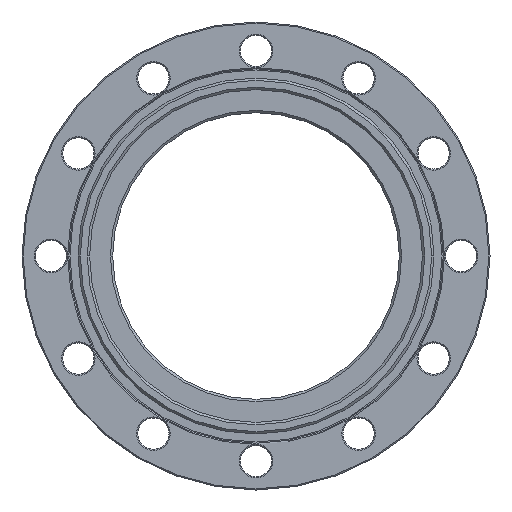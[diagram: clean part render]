
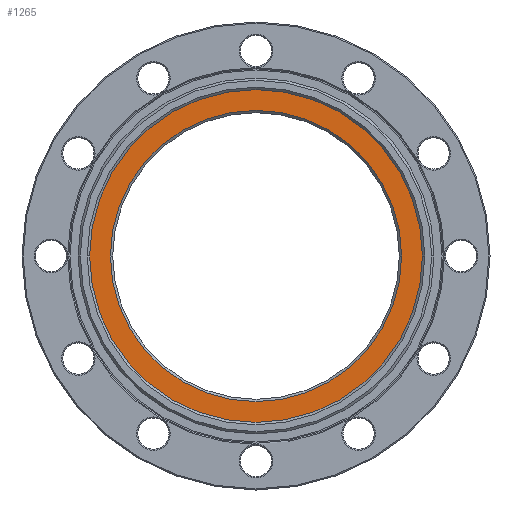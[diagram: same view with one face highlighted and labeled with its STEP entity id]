
A CAD part, left-side view. The second image highlights one B-rep face of the part: STEP entity #1265.
In plain terms, the highlighted planar face has unit normal (-1, 0, 0).
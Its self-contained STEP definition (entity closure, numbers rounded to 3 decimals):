
#1265 = ADVANCED_FACE ( 'NONE', ( #13287, #25845 ), #6369, .T. ) ;
#1711 = AXIS2_PLACEMENT_3D ( 'NONE', #3744, #38551, #25201 ) ;
#3744 = CARTESIAN_POINT ( 'NONE',  ( -65., 0., 0. ) ) ;
#5056 = EDGE_CURVE ( 'NONE', #27678, #19560, #11586, .T. ) ;
#6369 = PLANE ( 'NONE',  #22489 ) ;
#6894 = VERTEX_POINT ( 'NONE', #11792 ) ;
#8531 = DIRECTION ( 'NONE',  ( -1., 0., 0. ) ) ;
#8584 = AXIS2_PLACEMENT_3D ( 'NONE', #35795, #14732, #28569 ) ;
#8631 = EDGE_CURVE ( 'NONE', #19560, #27678, #29937, .T. ) ;
#10542 = DIRECTION ( 'NONE',  ( 0., 1., 0. ) ) ;
#11586 = CIRCLE ( 'NONE', #27779, 126. ) ;
#11792 = CARTESIAN_POINT ( 'NONE',  ( -65., -144., 0. ) ) ;
#11995 = CARTESIAN_POINT ( 'NONE',  ( -65., 124., 0. ) ) ;
#13287 = FACE_OUTER_BOUND ( 'NONE', #32078, .T. ) ;
#14732 = DIRECTION ( 'NONE',  ( 1., 0., 0. ) ) ;
#17868 = ORIENTED_EDGE ( 'NONE', *, *, #32314, .F. ) ;
#19560 = VERTEX_POINT ( 'NONE', #26087 ) ;
#19735 = VERTEX_POINT ( 'NONE', #23528 ) ;
#20140 = CIRCLE ( 'NONE', #1711, 144. ) ;
#22489 = AXIS2_PLACEMENT_3D ( 'NONE', #11995, #8531, #22846 ) ;
#22846 = DIRECTION ( 'NONE',  ( 0., 1., 0. ) ) ;
#22932 = CIRCLE ( 'NONE', #28793, 144. ) ;
#23528 = CARTESIAN_POINT ( 'NONE',  ( -65., 144., 0. ) ) ;
#24310 = ORIENTED_EDGE ( 'NONE', *, *, #35653, .F. ) ;
#25201 = DIRECTION ( 'NONE',  ( 0., 1., 0. ) ) ;
#25845 = FACE_BOUND ( 'NONE', #43696, .T. ) ;
#26087 = CARTESIAN_POINT ( 'NONE',  ( -65., 126., 0. ) ) ;
#27678 = VERTEX_POINT ( 'NONE', #39840 ) ;
#27779 = AXIS2_PLACEMENT_3D ( 'NONE', #37850, #35313, #27960 ) ;
#27960 = DIRECTION ( 'NONE',  ( 0., -1., 0. ) ) ;
#28294 = ORIENTED_EDGE ( 'NONE', *, *, #5056, .T. ) ;
#28569 = DIRECTION ( 'NONE',  ( 0., -1., 0. ) ) ;
#28793 = AXIS2_PLACEMENT_3D ( 'NONE', #38864, #45115, #10542 ) ;
#29937 = CIRCLE ( 'NONE', #8584, 126. ) ;
#32078 = EDGE_LOOP ( 'NONE', ( #24310, #17868 ) ) ;
#32314 = EDGE_CURVE ( 'NONE', #19735, #6894, #22932, .T. ) ;
#33868 = ORIENTED_EDGE ( 'NONE', *, *, #8631, .T. ) ;
#35313 = DIRECTION ( 'NONE',  ( 1., 0., 0. ) ) ;
#35653 = EDGE_CURVE ( 'NONE', #6894, #19735, #20140, .T. ) ;
#35795 = CARTESIAN_POINT ( 'NONE',  ( -65., 0., 0. ) ) ;
#37850 = CARTESIAN_POINT ( 'NONE',  ( -65., 0., 0. ) ) ;
#38551 = DIRECTION ( 'NONE',  ( 1., 0., 0. ) ) ;
#38864 = CARTESIAN_POINT ( 'NONE',  ( -65., 0., 0. ) ) ;
#39840 = CARTESIAN_POINT ( 'NONE',  ( -65., -126., 0. ) ) ;
#43696 = EDGE_LOOP ( 'NONE', ( #28294, #33868 ) ) ;
#45115 = DIRECTION ( 'NONE',  ( 1., 0., 0. ) ) ;
